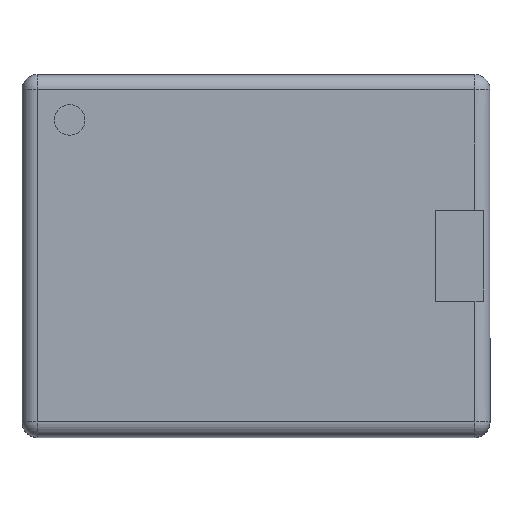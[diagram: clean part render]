
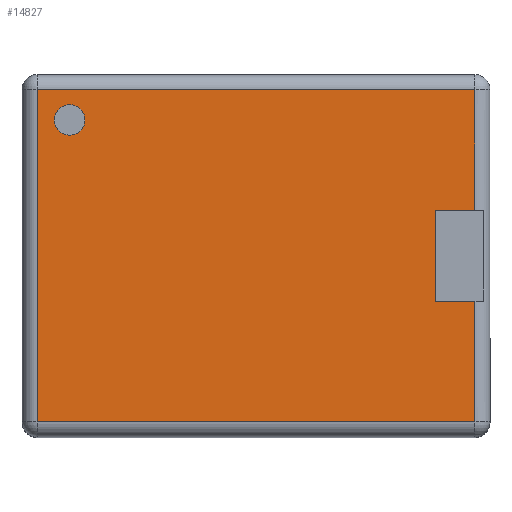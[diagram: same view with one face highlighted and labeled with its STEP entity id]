
A CAD part, top view. The second image highlights one B-rep face of the part: STEP entity #14827.
In plain terms, the highlighted planar face has unit normal (0, 0, 1).
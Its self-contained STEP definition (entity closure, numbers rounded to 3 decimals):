
#442 = CARTESIAN_POINT ( 'NONE',  ( 7.25, -5.5, 13.5 ) ) ;
#1255 = EDGE_CURVE ( 'NONE', #5621, #7227, #13341, .T. ) ;
#1391 = DIRECTION ( 'NONE',  ( 0., -1., 0. ) ) ;
#1632 = VERTEX_POINT ( 'NONE', #11372 ) ;
#1633 = DIRECTION ( 'NONE',  ( 0., 0., 1. ) ) ;
#1741 = VERTEX_POINT ( 'NONE', #4394 ) ;
#2023 = CARTESIAN_POINT ( 'NONE',  ( 7.25, 6., 13.5 ) ) ;
#2238 = LINE ( 'NONE', #15885, #8016 ) ;
#2507 = LINE ( 'NONE', #14606, #12680 ) ;
#2855 = AXIS2_PLACEMENT_3D ( 'NONE', #9980, #1633, #3949 ) ;
#3037 = ORIENTED_EDGE ( 'NONE', *, *, #5766, .F. ) ;
#3227 = VECTOR ( 'NONE', #14492, 1000. ) ;
#3301 = LINE ( 'NONE', #14360, #11250 ) ;
#3603 = ORIENTED_EDGE ( 'NONE', *, *, #8581, .T. ) ;
#3635 = CARTESIAN_POINT ( 'NONE',  ( 7.25, 5.5, 13.5 ) ) ;
#3949 = DIRECTION ( 'NONE',  ( 1., 0., 0. ) ) ;
#4394 = CARTESIAN_POINT ( 'NONE',  ( 7.25, -1.501, 13.5 ) ) ;
#4547 = CARTESIAN_POINT ( 'NONE',  ( 5.932, -1.501, 13.5 ) ) ;
#4825 = ORIENTED_EDGE ( 'NONE', *, *, #7594, .T. ) ;
#5285 = VERTEX_POINT ( 'NONE', #3635 ) ;
#5409 = CIRCLE ( 'NONE', #9778, 0.506 ) ;
#5520 = CARTESIAN_POINT ( 'NONE',  ( -7.25, 5.5, 13.5 ) ) ;
#5621 = VERTEX_POINT ( 'NONE', #12961 ) ;
#5766 = EDGE_CURVE ( 'NONE', #10652, #11491, #5798, .T. ) ;
#5798 = LINE ( 'NONE', #12148, #6523 ) ;
#5803 = DIRECTION ( 'NONE',  ( 0., 1., 0. ) ) ;
#6062 = CARTESIAN_POINT ( 'NONE',  ( -6.172, 4.497, 13.5 ) ) ;
#6122 = DIRECTION ( 'NONE',  ( -1., 0., 0. ) ) ;
#6200 = LINE ( 'NONE', #12244, #10885 ) ;
#6294 = VERTEX_POINT ( 'NONE', #442 ) ;
#6322 = AXIS2_PLACEMENT_3D ( 'NONE', #11848, #8258, #15669 ) ;
#6375 = EDGE_LOOP ( 'NONE', ( #8498, #14399, #3037, #3603, #4825, #9281, #6857, #7145 ) ) ;
#6519 = ORIENTED_EDGE ( 'NONE', *, *, #1255, .F. ) ;
#6523 = VECTOR ( 'NONE', #9674, 1000. ) ;
#6857 = ORIENTED_EDGE ( 'NONE', *, *, #14059, .T. ) ;
#7067 = ORIENTED_EDGE ( 'NONE', *, *, #15298, .F. ) ;
#7094 = LINE ( 'NONE', #4547, #3227 ) ;
#7145 = ORIENTED_EDGE ( 'NONE', *, *, #11313, .T. ) ;
#7227 = VERTEX_POINT ( 'NONE', #13237 ) ;
#7594 = EDGE_CURVE ( 'NONE', #5285, #15124, #6200, .T. ) ;
#7940 = CARTESIAN_POINT ( 'NONE',  ( 5.932, 1.501, 13.5 ) ) ;
#8016 = VECTOR ( 'NONE', #5803, 1000. ) ;
#8037 = DIRECTION ( 'NONE',  ( 1., 0., 0. ) ) ;
#8258 = DIRECTION ( 'NONE',  ( 0., 0., 1. ) ) ;
#8292 = CARTESIAN_POINT ( 'NONE',  ( 7.25, 1.501, 13.5 ) ) ;
#8486 = EDGE_CURVE ( 'NONE', #11491, #9102, #11537, .T. ) ;
#8498 = ORIENTED_EDGE ( 'NONE', *, *, #8594, .F. ) ;
#8581 = EDGE_CURVE ( 'NONE', #10652, #5285, #15586, .T. ) ;
#8594 = EDGE_CURVE ( 'NONE', #9102, #1741, #7094, .T. ) ;
#9061 = DIRECTION ( 'NONE',  ( 0., -1., 0. ) ) ;
#9102 = VERTEX_POINT ( 'NONE', #14938 ) ;
#9281 = ORIENTED_EDGE ( 'NONE', *, *, #10815, .T. ) ;
#9674 = DIRECTION ( 'NONE',  ( -1., 0., 0. ) ) ;
#9778 = AXIS2_PLACEMENT_3D ( 'NONE', #6062, #11030, #11283 ) ;
#9980 = CARTESIAN_POINT ( 'NONE',  ( 0., 0., 13.5 ) ) ;
#10061 = PLANE ( 'NONE',  #2855 ) ;
#10185 = CARTESIAN_POINT ( 'NONE',  ( 5.932, 1.501, 13.5 ) ) ;
#10652 = VERTEX_POINT ( 'NONE', #8292 ) ;
#10815 = EDGE_CURVE ( 'NONE', #15124, #1632, #2507, .T. ) ;
#10849 = DIRECTION ( 'NONE',  ( 0., 1., 0. ) ) ;
#10885 = VECTOR ( 'NONE', #6122, 1000. ) ;
#11030 = DIRECTION ( 'NONE',  ( 0., 0., 1. ) ) ;
#11250 = VECTOR ( 'NONE', #8037, 1000. ) ;
#11283 = DIRECTION ( 'NONE',  ( 1., 0., 0. ) ) ;
#11313 = EDGE_CURVE ( 'NONE', #6294, #1741, #2238, .T. ) ;
#11372 = CARTESIAN_POINT ( 'NONE',  ( -7.25, -5.5, 13.5 ) ) ;
#11491 = VERTEX_POINT ( 'NONE', #10185 ) ;
#11537 = LINE ( 'NONE', #7940, #13543 ) ;
#11848 = CARTESIAN_POINT ( 'NONE',  ( -6.172, 4.497, 13.5 ) ) ;
#12148 = CARTESIAN_POINT ( 'NONE',  ( 5.932, 1.501, 13.5 ) ) ;
#12244 = CARTESIAN_POINT ( 'NONE',  ( -7.75, 5.5, 13.5 ) ) ;
#12680 = VECTOR ( 'NONE', #1391, 1000. ) ;
#12931 = EDGE_LOOP ( 'NONE', ( #7067, #6519 ) ) ;
#12961 = CARTESIAN_POINT ( 'NONE',  ( -6.678, 4.497, 13.5 ) ) ;
#13237 = CARTESIAN_POINT ( 'NONE',  ( -5.666, 4.497, 13.5 ) ) ;
#13341 = CIRCLE ( 'NONE', #6322, 0.506 ) ;
#13543 = VECTOR ( 'NONE', #9061, 1000. ) ;
#13820 = FACE_BOUND ( 'NONE', #12931, .T. ) ;
#14059 = EDGE_CURVE ( 'NONE', #1632, #6294, #3301, .T. ) ;
#14360 = CARTESIAN_POINT ( 'NONE',  ( 7.75, -5.5, 13.5 ) ) ;
#14399 = ORIENTED_EDGE ( 'NONE', *, *, #8486, .F. ) ;
#14492 = DIRECTION ( 'NONE',  ( 1., 0., 0. ) ) ;
#14606 = CARTESIAN_POINT ( 'NONE',  ( -7.25, -6., 13.5 ) ) ;
#14812 = VECTOR ( 'NONE', #10849, 1000. ) ;
#14827 = ADVANCED_FACE ( 'NONE', ( #15153, #13820 ), #10061, .T. ) ;
#14938 = CARTESIAN_POINT ( 'NONE',  ( 5.932, -1.501, 13.5 ) ) ;
#15124 = VERTEX_POINT ( 'NONE', #5520 ) ;
#15153 = FACE_OUTER_BOUND ( 'NONE', #6375, .T. ) ;
#15298 = EDGE_CURVE ( 'NONE', #7227, #5621, #5409, .T. ) ;
#15586 = LINE ( 'NONE', #2023, #14812 ) ;
#15669 = DIRECTION ( 'NONE',  ( 1., 0., 0. ) ) ;
#15885 = CARTESIAN_POINT ( 'NONE',  ( 7.25, 6., 13.5 ) ) ;
